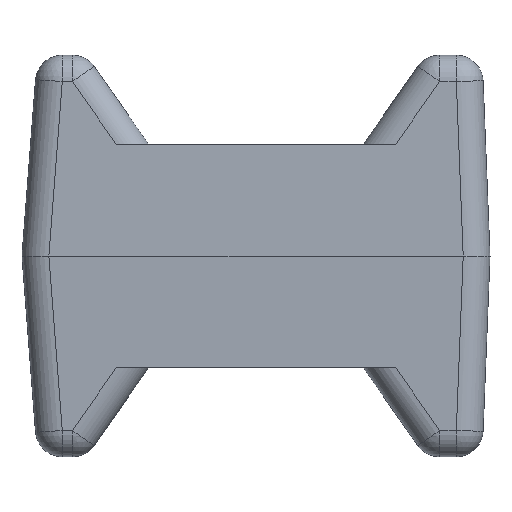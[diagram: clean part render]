
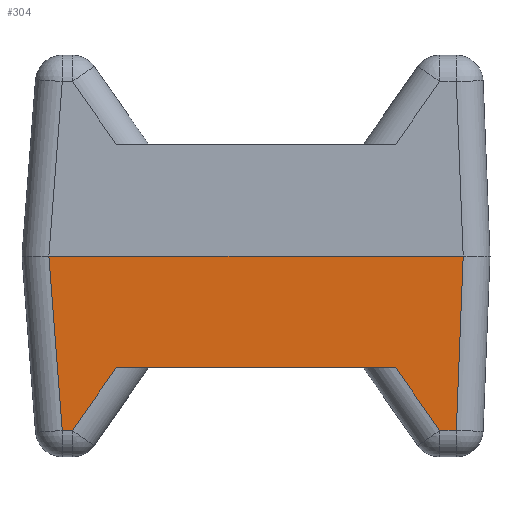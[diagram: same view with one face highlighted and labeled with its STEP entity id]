
A CAD part, left-side view. The second image highlights one B-rep face of the part: STEP entity #304.
In plain terms, the highlighted planar face has unit normal (-1, 0, -0.018).
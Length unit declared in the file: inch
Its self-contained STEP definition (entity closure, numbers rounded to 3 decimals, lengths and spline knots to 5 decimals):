
#304=ADVANCED_FACE('',(#461),#411,.T.);
#411=PLANE('',#1921);
#461=FACE_OUTER_BOUND('',#552,.T.);
#552=EDGE_LOOP('',(#687,#688,#689,#690,#691,#692,#693,#694));
#687=ORIENTED_EDGE('',*,*,#1333,.F.);
#688=ORIENTED_EDGE('',*,*,#1334,.F.);
#689=ORIENTED_EDGE('',*,*,#1335,.F.);
#690=ORIENTED_EDGE('',*,*,#1336,.F.);
#691=ORIENTED_EDGE('',*,*,#1337,.F.);
#692=ORIENTED_EDGE('',*,*,#1338,.F.);
#693=ORIENTED_EDGE('',*,*,#1339,.F.);
#694=ORIENTED_EDGE('',*,*,#1340,.T.);
#1181=VERTEX_POINT('',#2686);
#1182=VERTEX_POINT('',#2687);
#1183=VERTEX_POINT('',#2689);
#1184=VERTEX_POINT('',#2691);
#1185=VERTEX_POINT('',#2693);
#1186=VERTEX_POINT('',#2695);
#1187=VERTEX_POINT('',#2697);
#1188=VERTEX_POINT('',#2699);
#1333=EDGE_CURVE('',#1181,#1182,#1580,.T.);
#1334=EDGE_CURVE('',#1183,#1181,#1581,.T.);
#1335=EDGE_CURVE('',#1184,#1183,#1582,.T.);
#1336=EDGE_CURVE('',#1185,#1184,#1583,.T.);
#1337=EDGE_CURVE('',#1186,#1185,#1584,.T.);
#1338=EDGE_CURVE('',#1187,#1186,#1585,.T.);
#1339=EDGE_CURVE('',#1188,#1187,#1586,.T.);
#1340=EDGE_CURVE('',#1188,#1182,#1587,.T.);
#1580=LINE('',#2685,#1748);
#1581=LINE('',#2688,#1749);
#1582=LINE('',#2690,#1750);
#1583=LINE('',#2692,#1751);
#1584=LINE('',#2694,#1752);
#1585=LINE('',#2696,#1753);
#1586=LINE('',#2698,#1754);
#1587=LINE('',#2700,#1755);
#1748=VECTOR('',#2130,1.);
#1749=VECTOR('',#2131,1.);
#1750=VECTOR('',#2132,1.);
#1751=VECTOR('',#2133,1.);
#1752=VECTOR('',#2134,1.);
#1753=VECTOR('',#2135,1.);
#1754=VECTOR('',#2136,1.);
#1755=VECTOR('',#2137,1.);
#1921=AXIS2_PLACEMENT_3D('',#2701,#2138,#2139);
#2130=DIRECTION('',(-0.014,0.574,0.819));
#2131=DIRECTION('',(0.,1.,0.));
#2132=DIRECTION('',(0.017,0.039,-0.999));
#2133=DIRECTION('',(0.,-1.,0.));
#2134=DIRECTION('',(-0.017,0.076,0.997));
#2135=DIRECTION('',(0.,1.,0.));
#2136=DIRECTION('',(0.014,0.574,-0.819));
#2137=DIRECTION('',(0.,-1.,0.));
#2138=DIRECTION('',(-1.,0.,-0.017));
#2139=DIRECTION('',(0.017,0.,-1.));
#2685=CARTESIAN_POINT('',(-0.00094,0.35921,0.05385));
#2686=CARTESIAN_POINT('',(0.00568,0.09382,-0.32517));
#2687=CARTESIAN_POINT('',(0.00363,0.17572,-0.2082));
#2688=CARTESIAN_POINT('',(0.00568,0.43615,-0.32517));
#2689=CARTESIAN_POINT('',(0.00568,0.06283,-0.32517));
#2690=CARTESIAN_POINT('',(0.00027,0.0506,-0.0152));
#2691=CARTESIAN_POINT('',(0.,0.05,0.));
#2692=CARTESIAN_POINT('',(0.,0.43615,0.));
#2693=CARTESIAN_POINT('',(0.,0.82222,0.));
#2694=CARTESIAN_POINT('',(0.00051,0.81996,-0.02944));
#2695=CARTESIAN_POINT('',(0.00568,0.79727,-0.32517));
#2696=CARTESIAN_POINT('',(0.00568,0.43615,-0.32517));
#2697=CARTESIAN_POINT('',(0.00568,0.77848,-0.32517));
#2698=CARTESIAN_POINT('',(0.00326,0.68174,-0.18701));
#2699=CARTESIAN_POINT('',(0.00363,0.69658,-0.2082));
#2700=CARTESIAN_POINT('',(0.00363,0.63615,-0.2082));
#2701=CARTESIAN_POINT('',(0.,0.43615,0.));
